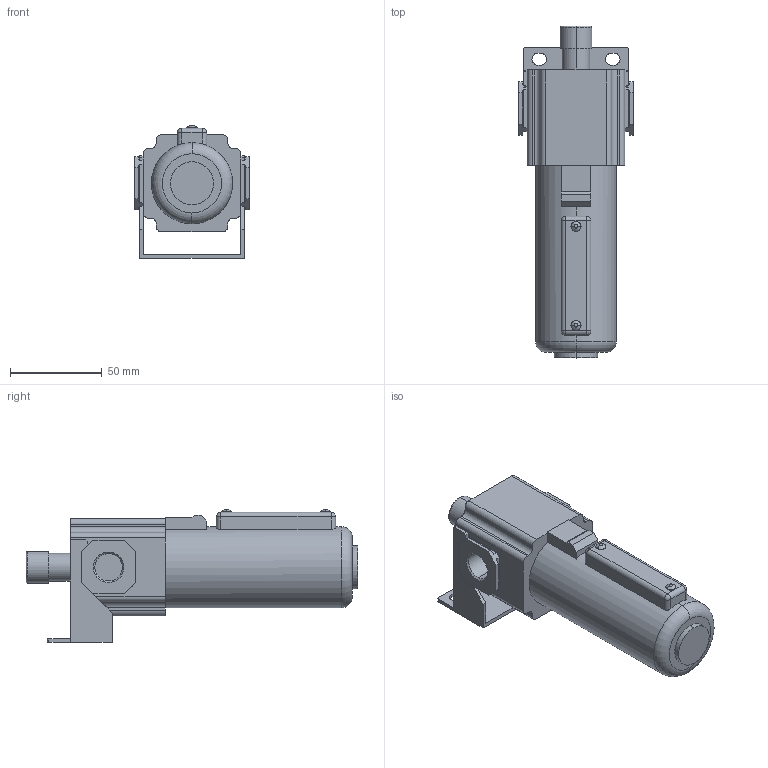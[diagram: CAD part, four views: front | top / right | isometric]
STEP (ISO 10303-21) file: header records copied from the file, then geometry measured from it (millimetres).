
FILE_DESCRIPTION (( 'STEP AP203' ), '1' );
FILE_NAME ('AL2-33-D.step', '2020-04-16T19:45:45', ( '' ), ( '' ), 'SwSTEP 2.0', 'SolidWorks 2019', '' );
FILE_SCHEMA (( 'CONFIG_CONTROL_DESIGN' ));
Length unit declared in the file: millimetre
Products named in the file (1): AL2-33-D
Bounding box: 62.5 x 181 x 72.5 mm (x, y, z)
Volume: 315214.5 mm3; surface area: 41863.2 mm2
Topology: 1 solids, 1 shells, 162 faces, 424 edges, 272 vertices
Faces by surface type: plane 100, cylinder 46, sphere 4, bspline 4, torus 4, cone 4
Entity records: 5151 total; most frequent: CARTESIAN_POINT 1027, ORIENTED_EDGE 848, DIRECTION 836, EDGE_CURVE 424, LINE 306, VECTOR 306, VERTEX_POINT 272, AXIS2_PLACEMENT_3D 265
